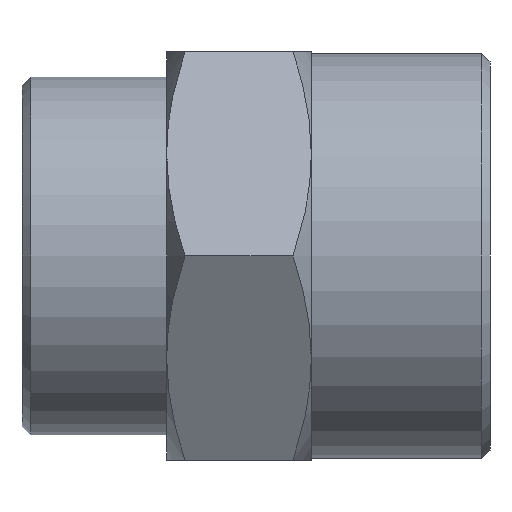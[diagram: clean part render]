
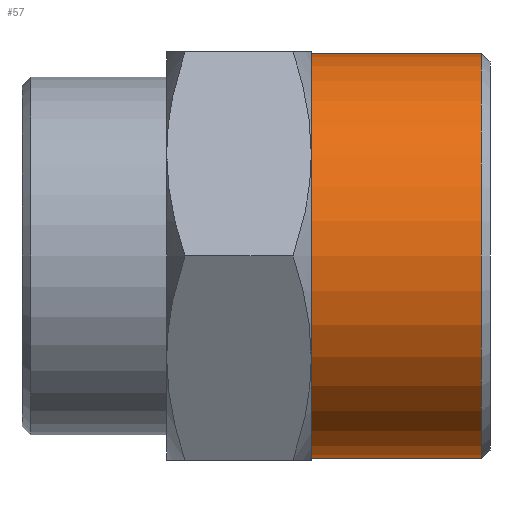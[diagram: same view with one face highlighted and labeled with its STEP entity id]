
A CAD part, left-side view. The second image highlights one B-rep face of the part: STEP entity #57.
In plain terms, the highlighted cylindrical face has radius 11.9 mm (diameter 23.8 mm), a full revolution.
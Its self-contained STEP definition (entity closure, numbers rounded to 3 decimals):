
#37 = EDGE_CURVE ( 'NONE', #637, #637, #146, .T. ) ;
#43 = EDGE_CURVE ( 'NONE', #636, #636, #141, .T. ) ;
#57 = ADVANCED_FACE ( 'NONE', ( #149, #247 ), #242, .T. ) ;
#141 = CIRCLE ( 'NONE', #300, 11.9 ) ;
#146 = CIRCLE ( 'NONE', #294, 11.9 ) ;
#149 = FACE_OUTER_BOUND ( 'NONE', #189, .T. ) ;
#187 = EDGE_LOOP ( 'NONE', ( #460 ) ) ;
#189 = EDGE_LOOP ( 'NONE', ( #461 ) ) ;
#242 = CYLINDRICAL_SURFACE ( 'NONE', #303, 11.9 ) ;
#247 = FACE_OUTER_BOUND ( 'NONE', #187, .T. ) ;
#294 = AXIS2_PLACEMENT_3D ( 'NONE', #655, #656, #657 ) ;
#300 = AXIS2_PLACEMENT_3D ( 'NONE', #677, #678, #679 ) ;
#303 = AXIS2_PLACEMENT_3D ( 'NONE', #741, #742, #740 ) ;
#460 = ORIENTED_EDGE ( 'NONE', *, *, #37, .F. ) ;
#461 = ORIENTED_EDGE ( 'NONE', *, *, #43, .T. ) ;
#575 = CARTESIAN_POINT ( 'NONE',  ( 0., 10.5, -11.9 ) ) ;
#603 = CARTESIAN_POINT ( 'NONE',  ( 0., 0.5, 11.9 ) ) ;
#636 = VERTEX_POINT ( 'NONE', #603 ) ;
#637 = VERTEX_POINT ( 'NONE', #575 ) ;
#655 = CARTESIAN_POINT ( 'NONE',  ( 0., 10.5, 0. ) ) ;
#656 = DIRECTION ( 'NONE',  ( 0., 1., 0. ) ) ;
#657 = DIRECTION ( 'NONE',  ( 0., 0., -1. ) ) ;
#677 = CARTESIAN_POINT ( 'NONE',  ( 0., 0.5, 0. ) ) ;
#678 = DIRECTION ( 'NONE',  ( 0., 1., 0. ) ) ;
#679 = DIRECTION ( 'NONE',  ( 0., 0., 1. ) ) ;
#740 = DIRECTION ( 'NONE',  ( 0., 0., -1. ) ) ;
#741 = CARTESIAN_POINT ( 'NONE',  ( 0., 10.5, 0. ) ) ;
#742 = DIRECTION ( 'NONE',  ( 0., -1., 0. ) ) ;
